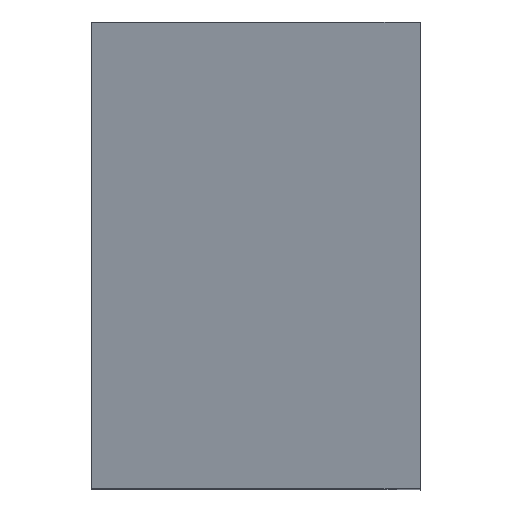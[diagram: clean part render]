
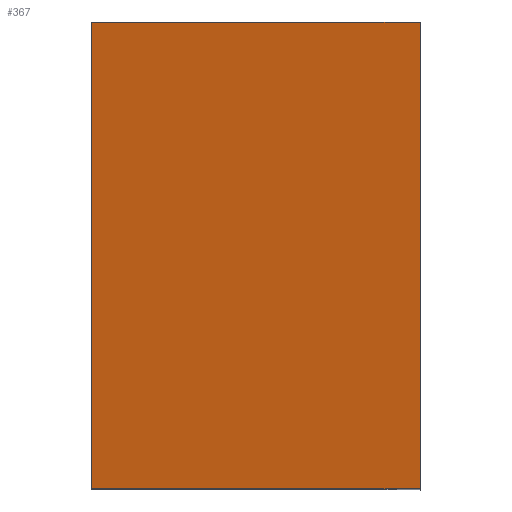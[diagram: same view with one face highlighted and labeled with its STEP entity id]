
A CAD part, top view. The second image highlights one B-rep face of the part: STEP entity #367.
In plain terms, the highlighted planar face has unit normal (-0.259, 0, 0.966).
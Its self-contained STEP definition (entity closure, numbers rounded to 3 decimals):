
#22=FACE_OUTER_BOUND('',#40,.T.);
#40=EDGE_LOOP('',(#276,#277,#278,#279,#280,#281));
#60=LINE('',#528,#108);
#73=LINE('',#553,#121);
#87=LINE('',#581,#135);
#89=LINE('',#585,#137);
#90=LINE('',#586,#138);
#91=LINE('',#587,#139);
#108=VECTOR('',#434,10.);
#121=VECTOR('',#451,10.);
#135=VECTOR('',#473,10.);
#137=VECTOR('',#477,10.);
#138=VECTOR('',#478,10.);
#139=VECTOR('',#479,10.);
#155=VERTEX_POINT('',#525);
#156=VERTEX_POINT('',#527);
#162=VERTEX_POINT('',#542);
#175=VERTEX_POINT('',#578);
#176=VERTEX_POINT('',#580);
#177=VERTEX_POINT('',#584);
#188=EDGE_CURVE('',#156,#155,#60,.T.);
#201=EDGE_CURVE('',#162,#156,#73,.T.);
#215=EDGE_CURVE('',#175,#176,#87,.T.);
#217=EDGE_CURVE('',#177,#155,#89,.T.);
#218=EDGE_CURVE('',#176,#177,#90,.T.);
#219=EDGE_CURVE('',#175,#162,#91,.T.);
#276=ORIENTED_EDGE('',*,*,#188,.T.);
#277=ORIENTED_EDGE('',*,*,#217,.F.);
#278=ORIENTED_EDGE('',*,*,#218,.F.);
#279=ORIENTED_EDGE('',*,*,#215,.F.);
#280=ORIENTED_EDGE('',*,*,#219,.T.);
#281=ORIENTED_EDGE('',*,*,#201,.T.);
#330=PLANE('',#408);
#367=ADVANCED_FACE('',(#22),#330,.F.);
#408=AXIS2_PLACEMENT_3D('',#583,#475,#476);
#434=DIRECTION('',(-0.966,0.,-0.259));
#451=DIRECTION('',(0.,1.,0.));
#473=DIRECTION('',(-0.966,0.,-0.259));
#475=DIRECTION('center_axis',(0.259,0.,-0.966));
#476=DIRECTION('ref_axis',(-0.966,0.,-0.259));
#477=DIRECTION('',(0.966,0.,0.259));
#478=DIRECTION('',(0.,1.,0.));
#479=DIRECTION('',(0.966,0.,0.259));
#525=CARTESIAN_POINT('',(-3.026,30.,-0.034));
#527=CARTESIAN_POINT('',(0.75,30.,0.977));
#528=CARTESIAN_POINT('',(5.076,30.,2.137));
#542=CARTESIAN_POINT('',(0.75,0.,0.977));
#553=CARTESIAN_POINT('',(0.75,15.,0.977));
#578=CARTESIAN_POINT('',(-3.026,0.,-0.034));
#580=CARTESIAN_POINT('',(-20.394,0.,-4.688));
#581=CARTESIAN_POINT('',(-3.026,0.,-0.034));
#583=CARTESIAN_POINT('Origin',(20.664,15.,6.313));
#584=CARTESIAN_POINT('',(-20.394,30.,-4.688));
#585=CARTESIAN_POINT('',(61.722,30.,17.315));
#586=CARTESIAN_POINT('',(-20.394,0.,-4.688));
#587=CARTESIAN_POINT('',(4.377,0.,1.949));
